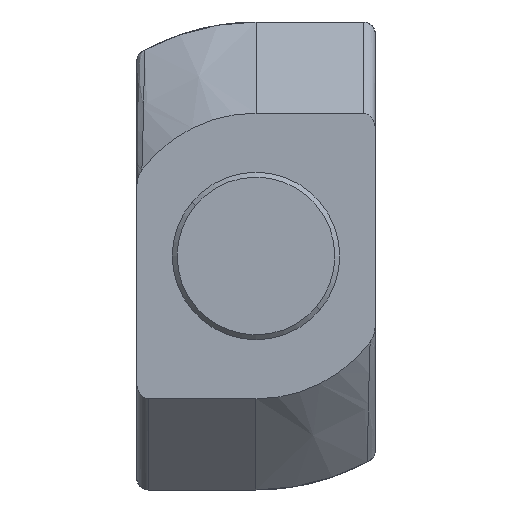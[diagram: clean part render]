
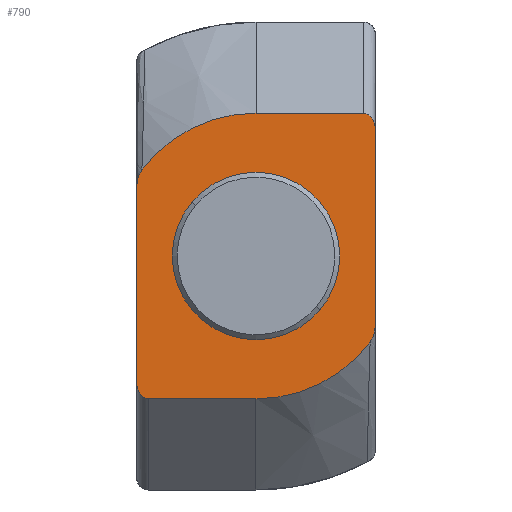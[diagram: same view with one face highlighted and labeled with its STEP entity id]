
A CAD part, front view. The second image highlights one B-rep face of the part: STEP entity #790.
In plain terms, the highlighted face is planar.
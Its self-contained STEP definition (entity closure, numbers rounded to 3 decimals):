
#5 = VERTEX_POINT ( 'NONE', #2272 ) ;
#15 = DIRECTION ( 'NONE',  ( -1., 0., 0. ) ) ;
#25 = AXIS2_PLACEMENT_3D ( 'NONE', #1310, #47, #1529 ) ;
#35 = CARTESIAN_POINT ( 'NONE',  ( -2.649, 4.85, 0. ) ) ;
#47 = DIRECTION ( 'NONE',  ( 0., 0., 1. ) ) ;
#135 = VERTEX_POINT ( 'NONE', #2220 ) ;
#155 = EDGE_CURVE ( 'NONE', #1303, #135, #2231, .T. ) ;
#293 = CIRCLE ( 'NONE', #1382, 3.4 ) ;
#307 = FACE_OUTER_BOUND ( 'NONE', #2561, .T. ) ;
#325 = AXIS2_PLACEMENT_3D ( 'NONE', #1237, #1249, #2735 ) ;
#438 = CARTESIAN_POINT ( 'NONE',  ( -5.507, -4.85, 0. ) ) ;
#451 = EDGE_CURVE ( 'NONE', #1461, #1303, #537, .T. ) ;
#475 = DIRECTION ( 'NONE',  ( 0., 1., 0. ) ) ;
#495 = EDGE_CURVE ( 'NONE', #1413, #2002, #1561, .T. ) ;
#521 = CIRCLE ( 'NONE', #25, 3.4 ) ;
#537 = CIRCLE ( 'NONE', #703, 5.8 ) ;
#555 = ORIENTED_EDGE ( 'NONE', *, *, #578, .F. ) ;
#578 = EDGE_CURVE ( 'NONE', #5, #2002, #829, .T. ) ;
#599 = EDGE_LOOP ( 'NONE', ( #2450, #1758 ) ) ;
#616 = VERTEX_POINT ( 'NONE', #2164 ) ;
#625 = CARTESIAN_POINT ( 'NONE',  ( -3.49, 4.632, 0. ) ) ;
#631 = ORIENTED_EDGE ( 'NONE', *, *, #702, .F. ) ;
#637 = EDGE_CURVE ( 'NONE', #1890, #1413, #2344, .T. ) ;
#663 = AXIS2_PLACEMENT_3D ( 'NONE', #2173, #890, #2387 ) ;
#702 = EDGE_CURVE ( 'NONE', #1660, #135, #1722, .T. ) ;
#703 = AXIS2_PLACEMENT_3D ( 'NONE', #2496, #1213, #2700 ) ;
#728 = CARTESIAN_POINT ( 'NONE',  ( 3.229, -4.772, 0. ) ) ;
#729 = ORIENTED_EDGE ( 'NONE', *, *, #637, .T. ) ;
#790 = ADVANCED_FACE ( 'NONE', ( #870, #307 ), #1689, .F. ) ;
#819 = CARTESIAN_POINT ( 'NONE',  ( -5.8, 0., 0. ) ) ;
#822 = CARTESIAN_POINT ( 'NONE',  ( 5.8, 4.35, 0. ) ) ;
#829 = LINE ( 'NONE', #1062, #2467 ) ;
#853 = CARTESIAN_POINT ( 'NONE',  ( -5.8, -4.643, 0. ) ) ;
#870 = FACE_BOUND ( 'NONE', #599, .T. ) ;
#890 = DIRECTION ( 'NONE',  ( 0., 0., -1. ) ) ;
#909 = DIRECTION ( 'NONE',  ( 1., 0., 0. ) ) ;
#942 = CARTESIAN_POINT ( 'NONE',  ( 2.796, -4.85, 0. ) ) ;
#946 = VECTOR ( 'NONE', #475, 1000. ) ;
#965 = EDGE_CURVE ( 'NONE', #616, #1461, #1093, .T. ) ;
#1029 = CARTESIAN_POINT ( 'NONE',  ( 0., 0., 0. ) ) ;
#1030 = CARTESIAN_POINT ( 'NONE',  ( -3.229, 4.772, 0. ) ) ;
#1062 = CARTESIAN_POINT ( 'NONE',  ( -8.169, 4.85, 0. ) ) ;
#1093 = LINE ( 'NONE', #2652, #1677 ) ;
#1127 = CARTESIAN_POINT ( 'NONE',  ( -3.4, 0., 0. ) ) ;
#1161 = DIRECTION ( 'NONE',  ( 0., -1., 0. ) ) ;
#1213 = DIRECTION ( 'NONE',  ( 0., 0., -1. ) ) ;
#1237 = CARTESIAN_POINT ( 'NONE',  ( 0., 0., 0. ) ) ;
#1247 = DIRECTION ( 'NONE',  ( 1., 0., 0. ) ) ;
#1249 = DIRECTION ( 'NONE',  ( 0., 0., 1. ) ) ;
#1250 = CARTESIAN_POINT ( 'NONE',  ( -2.943, 4.837, 0. ) ) ;
#1303 = VERTEX_POINT ( 'NONE', #2325 ) ;
#1310 = CARTESIAN_POINT ( 'NONE',  ( 0., 0., 0. ) ) ;
#1321 = CARTESIAN_POINT ( 'NONE',  ( -5.8, 0., 0. ) ) ;
#1353 = ORIENTED_EDGE ( 'NONE', *, *, #1935, .T. ) ;
#1382 = AXIS2_PLACEMENT_3D ( 'NONE', #1029, #2524, #1247 ) ;
#1413 = VERTEX_POINT ( 'NONE', #625 ) ;
#1441 =( BOUNDED_CURVE ( )  B_SPLINE_CURVE ( 3, ( #1926, #438, #853, #2353 ),
 .UNSPECIFIED., .F., .F. ) 
 B_SPLINE_CURVE_WITH_KNOTS ( ( 4, 4 ),
 ( 1.571, 3.142 ),
 .UNSPECIFIED. ) 
 CURVE ( )  GEOMETRIC_REPRESENTATION_ITEM ( )  RATIONAL_B_SPLINE_CURVE ( ( 1., 0.805, 0.805, 1. ) ) 
 REPRESENTATION_ITEM ( '' )  );
#1461 = VERTEX_POINT ( 'NONE', #2563 ) ;
#1462 = CARTESIAN_POINT ( 'NONE',  ( -2.649, 4.85, 0. ) ) ;
#1523 = ORIENTED_EDGE ( 'NONE', *, *, #1641, .T. ) ;
#1529 = DIRECTION ( 'NONE',  ( 1., 0., 0. ) ) ;
#1561 = B_SPLINE_CURVE_WITH_KNOTS ( 'NONE', 3,
 ( #2529, #2323, #1030, #1250, #2736, #1462 ),
 .UNSPECIFIED., .F., .F.,
 ( 4, 2, 4 ),
 ( 0., 0., 0.001 ),
 .UNSPECIFIED. ) ;
#1589 = CARTESIAN_POINT ( 'NONE',  ( 3.49, -4.632, 0. ) ) ;
#1590 = EDGE_CURVE ( 'NONE', #2322, #1703, #521, .T. ) ;
#1641 = EDGE_CURVE ( 'NONE', #2452, #1890, #2647, .T. ) ;
#1660 = VERTEX_POINT ( 'NONE', #1974 ) ;
#1677 = VECTOR ( 'NONE', #1161, 1000. ) ;
#1689 = PLANE ( 'NONE',  #325 ) ;
#1692 = CARTESIAN_POINT ( 'NONE',  ( 5.093, 4.85, 0. ) ) ;
#1703 = VERTEX_POINT ( 'NONE', #1127 ) ;
#1722 = LINE ( 'NONE', #1976, #2141 ) ;
#1758 = ORIENTED_EDGE ( 'NONE', *, *, #1876, .T. ) ;
#1802 = ORIENTED_EDGE ( 'NONE', *, *, #2265, .T. ) ;
#1814 = CARTESIAN_POINT ( 'NONE',  ( 3.371, -4.722, 0. ) ) ;
#1876 = EDGE_CURVE ( 'NONE', #1703, #2322, #293, .T. ) ;
#1890 = VERTEX_POINT ( 'NONE', #819 ) ;
#1926 = CARTESIAN_POINT ( 'NONE',  ( -5.093, -4.85, 0. ) ) ;
#1935 = EDGE_CURVE ( 'NONE', #1660, #2452, #1441, .T. ) ;
#1971 = CARTESIAN_POINT ( 'NONE',  ( -5.8, -4.35, 0. ) ) ;
#1974 = CARTESIAN_POINT ( 'NONE',  ( -5.093, -4.85, 0. ) ) ;
#1976 = CARTESIAN_POINT ( 'NONE',  ( -9.5, -4.85, 0. ) ) ;
#1993 = ORIENTED_EDGE ( 'NONE', *, *, #155, .T. ) ;
#2002 = VERTEX_POINT ( 'NONE', #35 ) ;
#2012 = ORIENTED_EDGE ( 'NONE', *, *, #451, .T. ) ;
#2037 = ORIENTED_EDGE ( 'NONE', *, *, #495, .T. ) ;
#2106 = CARTESIAN_POINT ( 'NONE',  ( 5.8, 4.643, 0. ) ) ;
#2137 = ORIENTED_EDGE ( 'NONE', *, *, #965, .T. ) ;
#2141 = VECTOR ( 'NONE', #909, 1000. ) ;
#2164 = CARTESIAN_POINT ( 'NONE',  ( 5.8, 4.35, 0. ) ) ;
#2173 = CARTESIAN_POINT ( 'NONE',  ( 0., 0., 0. ) ) ;
#2220 = CARTESIAN_POINT ( 'NONE',  ( 2.649, -4.85, 0. ) ) ;
#2230 = CARTESIAN_POINT ( 'NONE',  ( 2.943, -4.837, 0. ) ) ;
#2231 = B_SPLINE_CURVE_WITH_KNOTS ( 'NONE', 3,
 ( #1589, #1814, #728, #2230, #942, #2442 ),
 .UNSPECIFIED., .F., .F.,
 ( 4, 2, 4 ),
 ( 0., 0., 0.001 ),
 .UNSPECIFIED. ) ;
#2244 =( BOUNDED_CURVE ( )  B_SPLINE_CURVE ( 3, ( #1692, #2726, #2106, #822 ),
 .UNSPECIFIED., .F., .F. ) 
 B_SPLINE_CURVE_WITH_KNOTS ( ( 4, 4 ),
 ( 1.571, 3.142 ),
 .UNSPECIFIED. ) 
 CURVE ( )  GEOMETRIC_REPRESENTATION_ITEM ( )  RATIONAL_B_SPLINE_CURVE ( ( 1., 0.805, 0.805, 1. ) ) 
 REPRESENTATION_ITEM ( '' )  );
#2265 = EDGE_CURVE ( 'NONE', #5, #616, #2244, .T. ) ;
#2272 = CARTESIAN_POINT ( 'NONE',  ( 5.093, 4.85, 0. ) ) ;
#2322 = VERTEX_POINT ( 'NONE', #2606 ) ;
#2323 = CARTESIAN_POINT ( 'NONE',  ( -3.371, 4.722, 0. ) ) ;
#2325 = CARTESIAN_POINT ( 'NONE',  ( 3.49, -4.632, 0. ) ) ;
#2344 = CIRCLE ( 'NONE', #663, 5.8 ) ;
#2353 = CARTESIAN_POINT ( 'NONE',  ( -5.8, -4.35, 0. ) ) ;
#2387 = DIRECTION ( 'NONE',  ( 1., 0., 0. ) ) ;
#2442 = CARTESIAN_POINT ( 'NONE',  ( 2.649, -4.85, 0. ) ) ;
#2450 = ORIENTED_EDGE ( 'NONE', *, *, #1590, .T. ) ;
#2452 = VERTEX_POINT ( 'NONE', #1971 ) ;
#2467 = VECTOR ( 'NONE', #15, 1000. ) ;
#2496 = CARTESIAN_POINT ( 'NONE',  ( 0., 0., 0. ) ) ;
#2524 = DIRECTION ( 'NONE',  ( 0., 0., 1. ) ) ;
#2529 = CARTESIAN_POINT ( 'NONE',  ( -3.49, 4.632, 0. ) ) ;
#2561 = EDGE_LOOP ( 'NONE', ( #2012, #1993, #631, #1353, #1523, #729, #2037, #555, #1802, #2137 ) ) ;
#2563 = CARTESIAN_POINT ( 'NONE',  ( 5.8, 0., 0. ) ) ;
#2606 = CARTESIAN_POINT ( 'NONE',  ( 3.4, 0., 0. ) ) ;
#2647 = LINE ( 'NONE', #1321, #946 ) ;
#2652 = CARTESIAN_POINT ( 'NONE',  ( 5.8, 0., 0. ) ) ;
#2700 = DIRECTION ( 'NONE',  ( 1., 0., 0. ) ) ;
#2726 = CARTESIAN_POINT ( 'NONE',  ( 5.507, 4.85, 0. ) ) ;
#2735 = DIRECTION ( 'NONE',  ( 1., 0., 0. ) ) ;
#2736 = CARTESIAN_POINT ( 'NONE',  ( -2.796, 4.85, 0. ) ) ;
